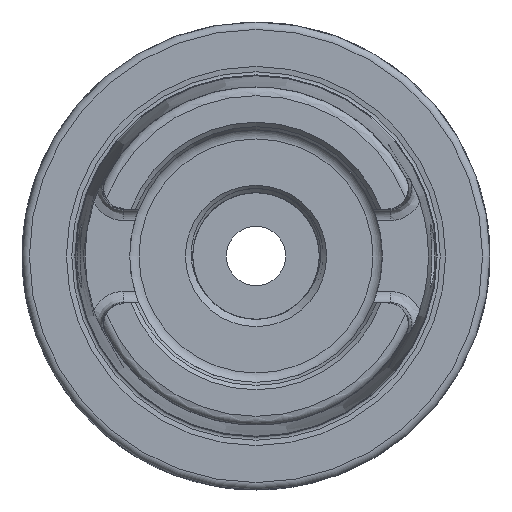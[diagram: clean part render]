
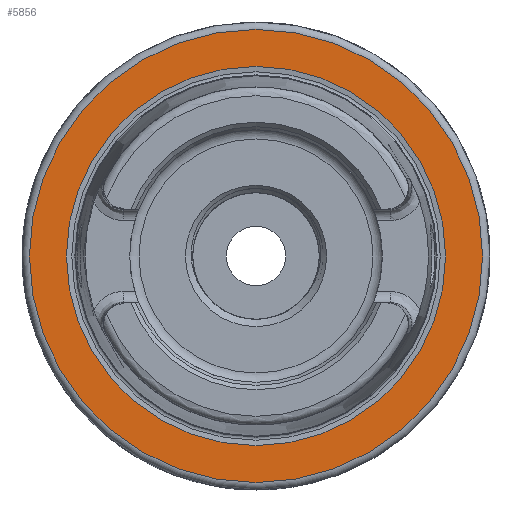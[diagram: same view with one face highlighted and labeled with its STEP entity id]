
A CAD part, left-side view. The second image highlights one B-rep face of the part: STEP entity #5856.
In plain terms, the highlighted planar face has unit normal (-1, 0, 0).
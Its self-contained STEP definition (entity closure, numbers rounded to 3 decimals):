
#84=FACE_BOUND('',#1156,.T.);
#310=CIRCLE('',#6350,25.521);
#311=CIRCLE('',#6352,30.5);
#814=FACE_OUTER_BOUND('',#1155,.T.);
#1155=EDGE_LOOP('',(#5453));
#1156=EDGE_LOOP('',(#5454));
#2746=VERTEX_POINT('',#25666);
#2747=VERTEX_POINT('',#25670);
#3649=EDGE_CURVE('',#2746,#2746,#310,.T.);
#3650=EDGE_CURVE('',#2747,#2747,#311,.T.);
#5453=ORIENTED_EDGE('',*,*,#3650,.F.);
#5454=ORIENTED_EDGE('',*,*,#3649,.T.);
#5533=PLANE('',#6351);
#5856=ADVANCED_FACE('',(#814,#84),#5533,.T.);
#6350=AXIS2_PLACEMENT_3D('',#25668,#7605,#7606);
#6351=AXIS2_PLACEMENT_3D('',#25669,#7607,#7608);
#6352=AXIS2_PLACEMENT_3D('',#25671,#7609,#7610);
#7605=DIRECTION('center_axis',(1.,0.,0.));
#7606=DIRECTION('ref_axis',(0.,0.,-1.));
#7607=DIRECTION('center_axis',(-1.,0.,0.));
#7608=DIRECTION('ref_axis',(0.,0.,1.));
#7609=DIRECTION('center_axis',(1.,0.,0.));
#7610=DIRECTION('ref_axis',(0.,0.,-1.));
#25666=CARTESIAN_POINT('',(0.,-25.521,0.));
#25668=CARTESIAN_POINT('Origin',(0.,0.,
0.));
#25669=CARTESIAN_POINT('Origin',(0.,30.5,0.));
#25670=CARTESIAN_POINT('',(0.,0.,
30.5));
#25671=CARTESIAN_POINT('Origin',(0.,0.,
0.));
